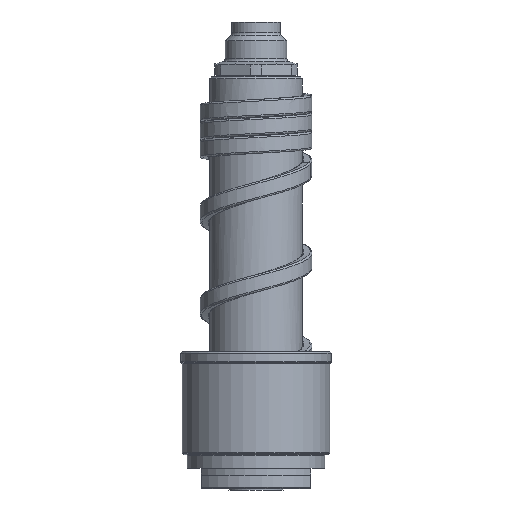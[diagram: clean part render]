
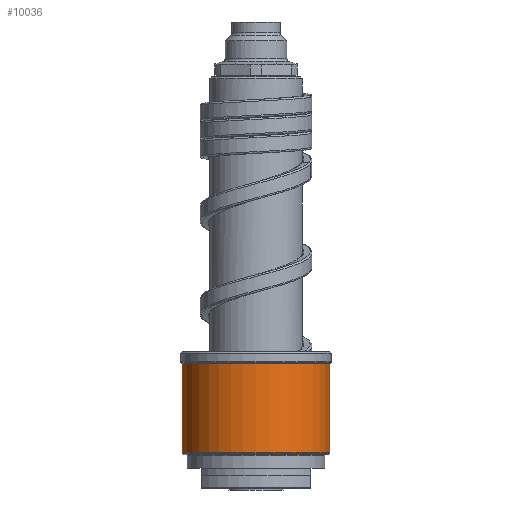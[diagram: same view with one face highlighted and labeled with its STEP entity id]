
A CAD part, front view. The second image highlights one B-rep face of the part: STEP entity #10036.
In plain terms, the highlighted cylindrical face has radius 21.5 mm (diameter 43 mm), a partial arc.
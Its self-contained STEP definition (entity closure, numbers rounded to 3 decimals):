
#2871=CARTESIAN_POINT('',(0.,0.,10.583));
#2872=DIRECTION('',(0.,0.,1.));
#2873=DIRECTION('',(-1.,0.,0.));
#2874=AXIS2_PLACEMENT_3D('',#2871,#2872,#2873);
#2876=DIRECTION('',(0.,0.,-1.));
#2877=VECTOR('',#2876,25.834);
#2878=CARTESIAN_POINT('',(-21.5,0.,36.417));
#2879=LINE('',#2878,#2877);
#2880=CARTESIAN_POINT('',(0.,0.,36.417));
#2881=DIRECTION('',(0.,0.,1.));
#2882=DIRECTION('',(-1.,0.,0.));
#2883=AXIS2_PLACEMENT_3D('',#2880,#2881,#2882);
#2885=DIRECTION('',(0.,0.,-1.));
#2886=VECTOR('',#2885,25.834);
#2887=CARTESIAN_POINT('',(21.5,0.,36.417));
#2888=LINE('',#2887,#2886);
#6181=CARTESIAN_POINT('',(21.5,0.,36.417));
#6182=CARTESIAN_POINT('',(-21.5,0.,36.417));
#6183=VERTEX_POINT('',#6181);
#6184=VERTEX_POINT('',#6182);
#6207=CARTESIAN_POINT('',(21.5,0.,10.583));
#6208=VERTEX_POINT('',#6207);
#6209=CARTESIAN_POINT('',(-21.5,0.,10.583));
#6210=VERTEX_POINT('',#6209);
#10024=CARTESIAN_POINT('',(0.,0.,8.5));
#10025=DIRECTION('',(0.,0.,1.));
#10026=DIRECTION('',(-1.,0.,0.));
#10027=AXIS2_PLACEMENT_3D('',#10024,#10025,#10026);
#10028=CYLINDRICAL_SURFACE('',#10027,21.5);
#10029=ORIENTED_EDGE('',*,*,#8293,.F.);
#10030=ORIENTED_EDGE('',*,*,#8274,.F.);
#10032=ORIENTED_EDGE('',*,*,#10031,.T.);
#10033=ORIENTED_EDGE('',*,*,#8270,.T.);
#10034=EDGE_LOOP('',(#10029,#10030,#10032,#10033));
#10035=FACE_OUTER_BOUND('',#10034,.F.);
#2875=CIRCLE('',#2874,21.5);
#2884=CIRCLE('',#2883,21.5);
#8270=EDGE_CURVE('',#6183,#6208,#2888,.T.);
#8274=EDGE_CURVE('',#6184,#6210,#2879,.T.);
#8293=EDGE_CURVE('',#6210,#6208,#2875,.T.);
#10031=EDGE_CURVE('',#6184,#6183,#2884,.T.);
#10036=ADVANCED_FACE('',(#10035),#10028,.T.);
